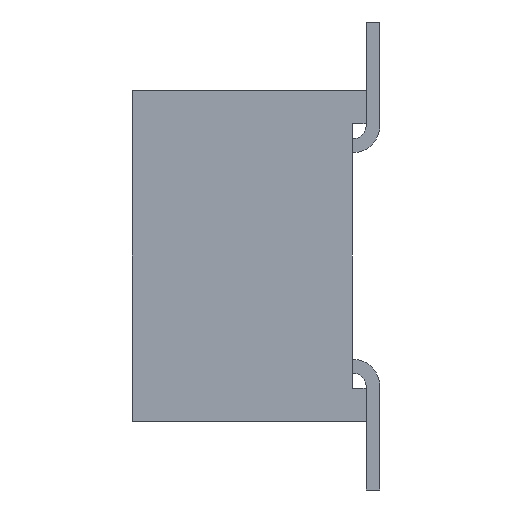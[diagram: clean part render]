
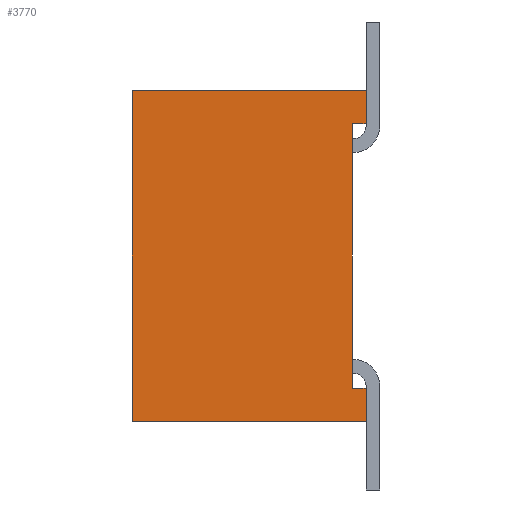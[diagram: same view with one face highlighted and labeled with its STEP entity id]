
A CAD part, left-side view. The second image highlights one B-rep face of the part: STEP entity #3770.
In plain terms, the highlighted planar face has unit normal (-1, 0, 0).
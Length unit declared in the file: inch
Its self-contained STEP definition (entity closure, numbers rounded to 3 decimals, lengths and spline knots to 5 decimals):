
#100=ORIENTED_EDGE('',*,*,#1204,.T.);
#101=ORIENTED_EDGE('',*,*,#1205,.T.);
#102=ORIENTED_EDGE('',*,*,#1206,.F.);
#103=ORIENTED_EDGE('',*,*,#1207,.F.);
#104=ORIENTED_EDGE('',*,*,#1208,.T.);
#105=ORIENTED_EDGE('',*,*,#1209,.T.);
#106=ORIENTED_EDGE('',*,*,#1210,.T.);
#107=ORIENTED_EDGE('',*,*,#1211,.T.);
#1204=EDGE_CURVE('',#1756,#1757,#2124,.T.);
#1205=EDGE_CURVE('',#1757,#1758,#2125,.T.);
#1206=EDGE_CURVE('',#1759,#1758,#2126,.T.);
#1207=EDGE_CURVE('',#1760,#1759,#2127,.T.);
#1208=EDGE_CURVE('',#1760,#1761,#2128,.T.);
#1209=EDGE_CURVE('',#1761,#1762,#2129,.T.);
#1210=EDGE_CURVE('',#1762,#1763,#2130,.T.);
#1211=EDGE_CURVE('',#1763,#1756,#2131,.T.);
#1756=VERTEX_POINT('',#5203);
#1757=VERTEX_POINT('',#5204);
#1758=VERTEX_POINT('',#5206);
#1759=VERTEX_POINT('',#5208);
#1760=VERTEX_POINT('',#5210);
#1761=VERTEX_POINT('',#5212);
#1762=VERTEX_POINT('',#5214);
#1763=VERTEX_POINT('',#5216);
#2124=LINE('',#5202,#2632);
#2125=LINE('',#5205,#2633);
#2126=LINE('',#5207,#2634);
#2127=LINE('',#5209,#2635);
#2128=LINE('',#5211,#2636);
#2129=LINE('',#5213,#2637);
#2130=LINE('',#5215,#2638);
#2131=LINE('',#5217,#2639);
#2632=VECTOR('',#4224,39.37008);
#2633=VECTOR('',#4225,39.37008);
#2634=VECTOR('',#4226,39.37008);
#2635=VECTOR('',#4227,39.37008);
#2636=VECTOR('',#4228,39.37008);
#2637=VECTOR('',#4229,39.37008);
#2638=VECTOR('',#4230,39.37008);
#2639=VECTOR('',#4231,39.37008);
#3140=EDGE_LOOP('',(#100,#101,#102,#103,#104,#105,#106,#107));
#3372=FACE_BOUND('',#3140,.T.);
#3604=PLANE('',#3985);
#3770=ADVANCED_FACE('',(#3372),#3604,.F.);
#3985=AXIS2_PLACEMENT_3D('',#5201,#4222,#4223);
#4222=DIRECTION('',(1.,0.,0.));
#4223=DIRECTION('',(0.,0.,-1.));
#4224=DIRECTION('',(0.,-1.,0.));
#4225=DIRECTION('',(0.,0.,1.));
#4226=DIRECTION('',(0.,-1.,0.));
#4227=DIRECTION('',(0.,0.,1.));
#4228=DIRECTION('',(0.,-1.,0.));
#4229=DIRECTION('',(0.,0.,1.));
#4230=DIRECTION('',(0.,1.,0.));
#4231=DIRECTION('',(0.,0.,1.));
#5201=CARTESIAN_POINT('',(0.,0.085,-0.06));
#5202=CARTESIAN_POINT('',(0.,0.005,0.048));
#5203=CARTESIAN_POINT('',(0.,0.005,0.048));
#5204=CARTESIAN_POINT('',(0.,0.,0.048));
#5205=CARTESIAN_POINT('',(0.,0.,-0.06));
#5206=CARTESIAN_POINT('',(0.,0.,0.06));
#5207=CARTESIAN_POINT('',(0.,0.085,0.06));
#5208=CARTESIAN_POINT('',(0.,0.085,0.06));
#5209=CARTESIAN_POINT('',(0.,0.085,-0.06));
#5210=CARTESIAN_POINT('',(0.,0.085,-0.06));
#5211=CARTESIAN_POINT('',(0.,0.085,-0.06));
#5212=CARTESIAN_POINT('',(0.,0.,-0.06));
#5213=CARTESIAN_POINT('',(0.,0.,-0.06));
#5214=CARTESIAN_POINT('',(0.,0.,-0.048));
#5215=CARTESIAN_POINT('',(0.,-0.005,-0.048));
#5216=CARTESIAN_POINT('',(0.,0.005,-0.048));
#5217=CARTESIAN_POINT('',(0.,0.005,-0.048));
